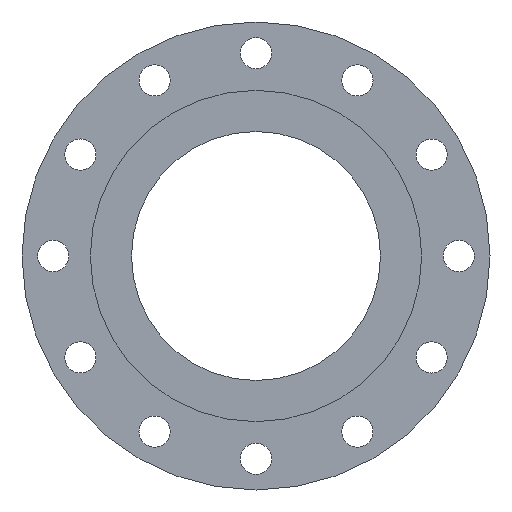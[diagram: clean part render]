
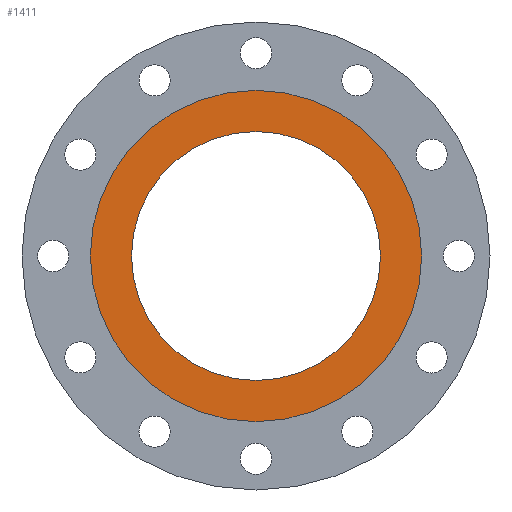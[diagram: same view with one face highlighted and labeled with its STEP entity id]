
A CAD part, front view. The second image highlights one B-rep face of the part: STEP entity #1411.
In plain terms, the highlighted planar face has unit normal (0, -1, 0).
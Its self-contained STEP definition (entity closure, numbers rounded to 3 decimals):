
#3 = ORIENTED_EDGE ( 'NONE', *, *, #1433, .F. ) ;
#74 = DIRECTION ( 'NONE',  ( 0., 1., 0. ) ) ;
#75 = CIRCLE ( 'NONE', #1060, 134.85 ) ;
#121 = VERTEX_POINT ( 'NONE', #1198 ) ;
#174 = CARTESIAN_POINT ( 'NONE',  ( 0., 0., 101.35 ) ) ;
#175 = ORIENTED_EDGE ( 'NONE', *, *, #1130, .F. ) ;
#208 = DIRECTION ( 'NONE',  ( 0., 1., 0. ) ) ;
#317 = DIRECTION ( 'NONE',  ( 0., 0., 1. ) ) ;
#319 = AXIS2_PLACEMENT_3D ( 'NONE', #348, #442, #1266 ) ;
#322 = VERTEX_POINT ( 'NONE', #446 ) ;
#348 = CARTESIAN_POINT ( 'NONE',  ( 0., 0., 0. ) ) ;
#390 = EDGE_LOOP ( 'NONE', ( #1394, #796 ) ) ;
#401 = CIRCLE ( 'NONE', #1054, 101.35 ) ;
#423 = DIRECTION ( 'NONE',  ( 0., 0., -1. ) ) ;
#442 = DIRECTION ( 'NONE',  ( 0., 1., 0. ) ) ;
#446 = CARTESIAN_POINT ( 'NONE',  ( 0., 0., 101.35 ) ) ;
#476 = CARTESIAN_POINT ( 'NONE',  ( 0., 0., 134.85 ) ) ;
#529 = CARTESIAN_POINT ( 'NONE',  ( 0., 0., 0. ) ) ;
#568 = EDGE_CURVE ( 'NONE', #322, #121, #902, .T. ) ;
#634 = CARTESIAN_POINT ( 'NONE',  ( 0., 0., 0. ) ) ;
#636 = PLANE ( 'NONE',  #1082 ) ;
#642 = AXIS2_PLACEMENT_3D ( 'NONE', #529, #208, #317 ) ;
#690 = EDGE_CURVE ( 'NONE', #121, #322, #401, .T. ) ;
#763 = DIRECTION ( 'NONE',  ( 0., -1., 0. ) ) ;
#796 = ORIENTED_EDGE ( 'NONE', *, *, #690, .T. ) ;
#902 = CIRCLE ( 'NONE', #642, 101.35 ) ;
#986 = DIRECTION ( 'NONE',  ( 0., 1., 0. ) ) ;
#1054 = AXIS2_PLACEMENT_3D ( 'NONE', #634, #74, #1473 ) ;
#1060 = AXIS2_PLACEMENT_3D ( 'NONE', #1350, #986, #1215 ) ;
#1082 = AXIS2_PLACEMENT_3D ( 'NONE', #174, #763, #423 ) ;
#1089 = FACE_OUTER_BOUND ( 'NONE', #1304, .T. ) ;
#1111 = FACE_BOUND ( 'NONE', #390, .T. ) ;
#1130 = EDGE_CURVE ( 'NONE', #1301, #1378, #1287, .T. ) ;
#1198 = CARTESIAN_POINT ( 'NONE',  ( 0., 0., -101.35 ) ) ;
#1215 = DIRECTION ( 'NONE',  ( 0., 0., 1. ) ) ;
#1266 = DIRECTION ( 'NONE',  ( 0., 0., 1. ) ) ;
#1287 = CIRCLE ( 'NONE', #319, 134.85 ) ;
#1291 = CARTESIAN_POINT ( 'NONE',  ( 0., 0., -134.85 ) ) ;
#1301 = VERTEX_POINT ( 'NONE', #1291 ) ;
#1304 = EDGE_LOOP ( 'NONE', ( #3, #175 ) ) ;
#1350 = CARTESIAN_POINT ( 'NONE',  ( 0., 0., 0. ) ) ;
#1378 = VERTEX_POINT ( 'NONE', #476 ) ;
#1394 = ORIENTED_EDGE ( 'NONE', *, *, #568, .T. ) ;
#1411 = ADVANCED_FACE ( 'NONE', ( #1111, #1089 ), #636, .T. ) ;
#1433 = EDGE_CURVE ( 'NONE', #1378, #1301, #75, .T. ) ;
#1473 = DIRECTION ( 'NONE',  ( 0., 0., 1. ) ) ;
